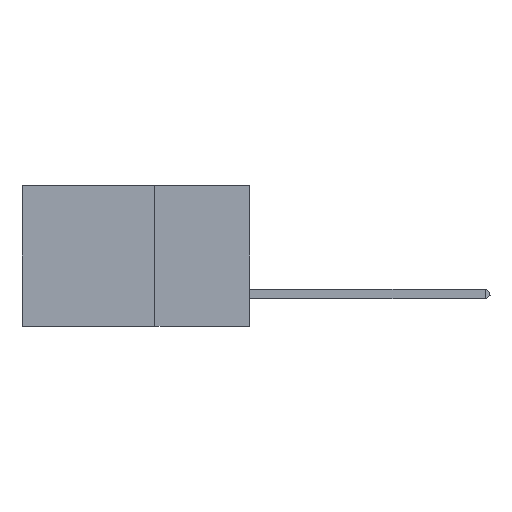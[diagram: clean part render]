
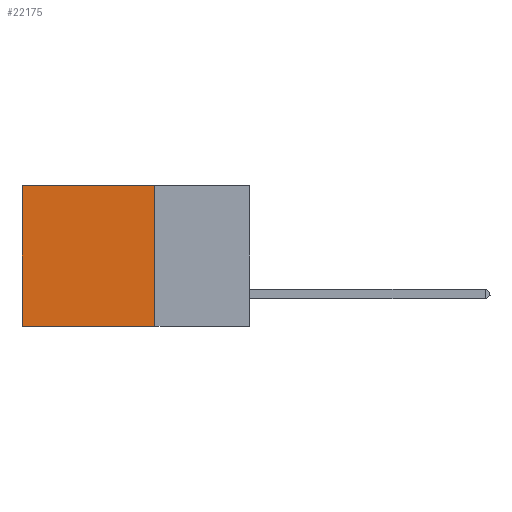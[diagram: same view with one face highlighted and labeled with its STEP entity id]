
A CAD part, left-side view. The second image highlights one B-rep face of the part: STEP entity #22175.
In plain terms, the highlighted planar face has unit normal (-1, 0, 0).
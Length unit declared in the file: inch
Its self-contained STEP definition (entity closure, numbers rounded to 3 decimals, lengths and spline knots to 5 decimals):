
#925 = VECTOR ( 'NONE', #14739, 39.37008 ) ;
#1291 = EDGE_CURVE ( 'NONE', #17280, #12537, #9089, .T. ) ;
#2023 = VECTOR ( 'NONE', #17813, 39.37008 ) ;
#3104 = EDGE_LOOP ( 'NONE', ( #11339, #8077, #11238, #5388 ) ) ;
#3635 = VERTEX_POINT ( 'NONE', #12560 ) ;
#5087 = CARTESIAN_POINT ( 'NONE',  ( 0.2875, 0.6, 0. ) ) ;
#5295 = CARTESIAN_POINT ( 'NONE',  ( 0.2875, 0.6, 0. ) ) ;
#5388 = ORIENTED_EDGE ( 'NONE', *, *, #25825, .T. ) ;
#5752 = LINE ( 'NONE', #20299, #7853 ) ;
#6152 = LINE ( 'NONE', #27884, #925 ) ;
#7853 = VECTOR ( 'NONE', #24799, 39.37008 ) ;
#8077 = ORIENTED_EDGE ( 'NONE', *, *, #21010, .F. ) ;
#8085 = VECTOR ( 'NONE', #9170, 39.37008 ) ;
#8141 = DIRECTION ( 'NONE',  ( 1., 0., 0. ) ) ;
#8930 = CARTESIAN_POINT ( 'NONE',  ( 0.2875, 0.25, 0. ) ) ;
#9089 = LINE ( 'NONE', #5087, #8085 ) ;
#9170 = DIRECTION ( 'NONE',  ( 0., 0., -1. ) ) ;
#11238 = ORIENTED_EDGE ( 'NONE', *, *, #18730, .F. ) ;
#11339 = ORIENTED_EDGE ( 'NONE', *, *, #1291, .T. ) ;
#12464 = CARTESIAN_POINT ( 'NONE',  ( 0.2875, 0.25, 0. ) ) ;
#12537 = VERTEX_POINT ( 'NONE', #17315 ) ;
#12560 = CARTESIAN_POINT ( 'NONE',  ( 0.2875, 0.25, 0. ) ) ;
#14739 = DIRECTION ( 'NONE',  ( 0., 0., -1. ) ) ;
#14783 = DIRECTION ( 'NONE',  ( 0., 0., -1. ) ) ;
#17280 = VERTEX_POINT ( 'NONE', #5295 ) ;
#17315 = CARTESIAN_POINT ( 'NONE',  ( 0.2875, 0.6, -0.37 ) ) ;
#17491 = CARTESIAN_POINT ( 'NONE',  ( 0.2875, 0.25, -0.37 ) ) ;
#17813 = DIRECTION ( 'NONE',  ( 0., 1., 0. ) ) ;
#18730 = EDGE_CURVE ( 'NONE', #3635, #27386, #6152, .T. ) ;
#19365 = LINE ( 'NONE', #8930, #2023 ) ;
#20299 = CARTESIAN_POINT ( 'NONE',  ( 0.2875, 0.25, -0.37 ) ) ;
#21010 = EDGE_CURVE ( 'NONE', #27386, #12537, #5752, .T. ) ;
#22175 = ADVANCED_FACE ( 'NONE', ( #26372 ), #23259, .F. ) ;
#23259 = PLANE ( 'NONE',  #24377 ) ;
#24377 = AXIS2_PLACEMENT_3D ( 'NONE', #12464, #8141, #14783 ) ;
#24799 = DIRECTION ( 'NONE',  ( 0., 1., 0. ) ) ;
#25825 = EDGE_CURVE ( 'NONE', #3635, #17280, #19365, .T. ) ;
#26372 = FACE_OUTER_BOUND ( 'NONE', #3104, .T. ) ;
#27386 = VERTEX_POINT ( 'NONE', #17491 ) ;
#27884 = CARTESIAN_POINT ( 'NONE',  ( 0.2875, 0.25, 0. ) ) ;
